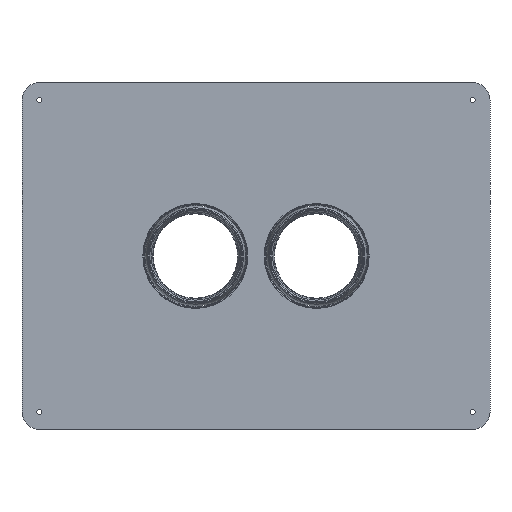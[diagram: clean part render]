
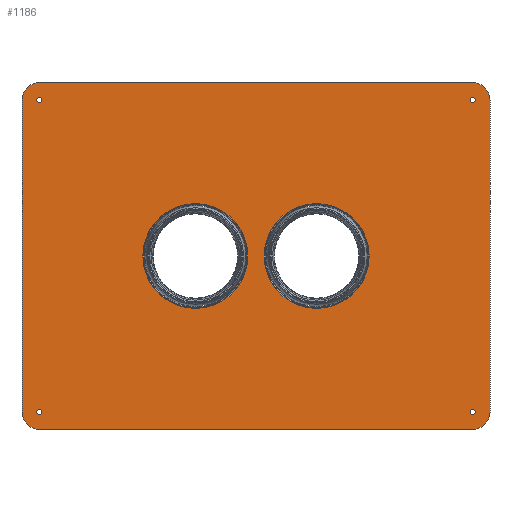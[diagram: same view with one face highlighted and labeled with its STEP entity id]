
A CAD part, front view. The second image highlights one B-rep face of the part: STEP entity #1186.
In plain terms, the highlighted planar face has unit normal (0, -1, 0).
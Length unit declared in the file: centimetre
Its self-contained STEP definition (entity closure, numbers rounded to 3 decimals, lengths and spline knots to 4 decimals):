
#28=FACE_BOUND('',#231,.T.);
#29=FACE_BOUND('',#232,.T.);
#30=FACE_BOUND('',#233,.T.);
#31=FACE_BOUND('',#234,.T.);
#32=FACE_BOUND('',#235,.T.);
#33=FACE_BOUND('',#236,.T.);
#39=PLANE('',#1520);
#152=FACE_OUTER_BOUND('',#230,.T.);
#230=EDGE_LOOP('',(#1073,#1074,#1075,#1076,#1077,#1078,#1079,#1080));
#231=EDGE_LOOP('',(#1081));
#232=EDGE_LOOP('',(#1082));
#233=EDGE_LOOP('',(#1083));
#234=EDGE_LOOP('',(#1084));
#235=EDGE_LOOP('',(#1085));
#236=EDGE_LOOP('',(#1086));
#347=CIRCLE('',#1464,60.5038);
#357=CIRCLE('',#1479,60.5038);
#366=CIRCLE('',#1493,3.);
#368=CIRCLE('',#1496,3.);
#370=CIRCLE('',#1499,3.);
#372=CIRCLE('',#1502,3.);
#373=CIRCLE('',#1504,20.);
#378=CIRCLE('',#1512,20.);
#379=CIRCLE('',#1514,20.);
#380=CIRCLE('',#1517,20.);
#467=VERTEX_POINT('',#2322);
#475=VERTEX_POINT('',#2348);
#482=VERTEX_POINT('',#2373);
#484=VERTEX_POINT('',#2379);
#486=VERTEX_POINT('',#2385);
#488=VERTEX_POINT('',#2391);
#489=VERTEX_POINT('',#2395);
#490=VERTEX_POINT('',#2396);
#499=VERTEX_POINT('',#2418);
#500=VERTEX_POINT('',#2422);
#501=VERTEX_POINT('',#2426);
#502=VERTEX_POINT('',#2427);
#503=VERTEX_POINT('',#2432);
#504=VERTEX_POINT('',#2436);
#639=EDGE_CURVE('',#467,#467,#347,.T.);
#652=EDGE_CURVE('',#475,#475,#357,.T.);
#665=EDGE_CURVE('',#482,#482,#366,.T.);
#668=EDGE_CURVE('',#484,#484,#368,.T.);
#671=EDGE_CURVE('',#486,#486,#370,.T.);
#674=EDGE_CURVE('',#488,#488,#372,.T.);
#675=EDGE_CURVE('',#489,#490,#373,.T.);
#686=EDGE_CURVE('',#499,#490,#1242,.T.);
#688=EDGE_CURVE('',#499,#500,#378,.T.);
#690=EDGE_CURVE('',#501,#502,#379,.T.);
#694=EDGE_CURVE('',#501,#503,#1248,.T.);
#695=EDGE_CURVE('',#504,#503,#380,.T.);
#697=EDGE_CURVE('',#504,#500,#1250,.T.);
#698=EDGE_CURVE('',#489,#502,#1251,.T.);
#1073=ORIENTED_EDGE('',*,*,#675,.F.);
#1074=ORIENTED_EDGE('',*,*,#698,.T.);
#1075=ORIENTED_EDGE('',*,*,#690,.F.);
#1076=ORIENTED_EDGE('',*,*,#694,.T.);
#1077=ORIENTED_EDGE('',*,*,#695,.F.);
#1078=ORIENTED_EDGE('',*,*,#697,.T.);
#1079=ORIENTED_EDGE('',*,*,#688,.F.);
#1080=ORIENTED_EDGE('',*,*,#686,.T.);
#1081=ORIENTED_EDGE('',*,*,#639,.F.);
#1082=ORIENTED_EDGE('',*,*,#652,.F.);
#1083=ORIENTED_EDGE('',*,*,#665,.T.);
#1084=ORIENTED_EDGE('',*,*,#668,.T.);
#1085=ORIENTED_EDGE('',*,*,#671,.T.);
#1086=ORIENTED_EDGE('',*,*,#674,.T.);
#1186=ADVANCED_FACE('',(#152,#28,#29,#30,#31,#32,#33),#39,.T.);
#1242=LINE('',#2419,#1295);
#1248=LINE('',#2434,#1301);
#1250=LINE('',#2440,#1303);
#1251=LINE('',#2442,#1304);
#1295=VECTOR('',#1977,1.);
#1301=VECTOR('',#1993,1.);
#1303=VECTOR('',#2001,1.);
#1304=VECTOR('',#2004,1.);
#1464=AXIS2_PLACEMENT_3D('',#2324,#1867,#1868);
#1479=AXIS2_PLACEMENT_3D('',#2350,#1900,#1901);
#1493=AXIS2_PLACEMENT_3D('',#2375,#1932,#1933);
#1496=AXIS2_PLACEMENT_3D('',#2381,#1939,#1940);
#1499=AXIS2_PLACEMENT_3D('',#2387,#1946,#1947);
#1502=AXIS2_PLACEMENT_3D('',#2393,#1953,#1954);
#1504=AXIS2_PLACEMENT_3D('',#2397,#1957,#1958);
#1512=AXIS2_PLACEMENT_3D('',#2423,#1981,#1982);
#1514=AXIS2_PLACEMENT_3D('',#2428,#1986,#1987);
#1517=AXIS2_PLACEMENT_3D('',#2437,#1996,#1997);
#1520=AXIS2_PLACEMENT_3D('',#2443,#2005,#2006);
#1867=DIRECTION('center_axis',(0.,-1.,0.));
#1868=DIRECTION('ref_axis',(0.,0.,-1.));
#1900=DIRECTION('center_axis',(0.,-1.,0.));
#1901=DIRECTION('ref_axis',(0.,0.,-1.));
#1932=DIRECTION('center_axis',(0.,1.,0.));
#1933=DIRECTION('ref_axis',(-1.,0.,0.));
#1939=DIRECTION('center_axis',(0.,1.,0.));
#1940=DIRECTION('ref_axis',(1.,0.,0.));
#1946=DIRECTION('center_axis',(0.,1.,0.));
#1947=DIRECTION('ref_axis',(1.,0.,0.));
#1953=DIRECTION('center_axis',(0.,1.,0.));
#1954=DIRECTION('ref_axis',(-1.,0.,0.));
#1957=DIRECTION('center_axis',(0.,1.,0.));
#1958=DIRECTION('ref_axis',(0.707,0.,0.707));
#1977=DIRECTION('',(0.,0.,1.));
#1981=DIRECTION('center_axis',(0.,1.,0.));
#1982=DIRECTION('ref_axis',(0.707,0.,-0.707));
#1986=DIRECTION('center_axis',(0.,1.,0.));
#1987=DIRECTION('ref_axis',(-0.707,0.,0.707));
#1993=DIRECTION('',(0.,0.,-1.));
#1996=DIRECTION('center_axis',(0.,1.,0.));
#1997=DIRECTION('ref_axis',(-0.707,0.,-0.707));
#2001=DIRECTION('',(1.,0.,0.));
#2004=DIRECTION('',(-1.,0.,0.));
#2005=DIRECTION('center_axis',(0.,-1.,0.));
#2006=DIRECTION('ref_axis',(0.,0.,-1.));
#2322=CARTESIAN_POINT('',(-70.,0.,260.5038));
#2324=CARTESIAN_POINT('Origin',(-70.,0.,
200.));
#2348=CARTESIAN_POINT('',(70.,0.,260.5038));
#2350=CARTESIAN_POINT('Origin',(70.,0.,200.));
#2373=CARTESIAN_POINT('',(-247.,0.,380.));
#2375=CARTESIAN_POINT('Origin',(-250.,0.,380.));
#2379=CARTESIAN_POINT('',(247.,0.,20.));
#2381=CARTESIAN_POINT('Origin',(250.,0.,20.));
#2385=CARTESIAN_POINT('',(247.,0.,380.));
#2387=CARTESIAN_POINT('Origin',(250.,0.,380.));
#2391=CARTESIAN_POINT('',(-247.,0.,20.));
#2393=CARTESIAN_POINT('Origin',(-250.,0.,20.));
#2395=CARTESIAN_POINT('',(250.,0.,400.));
#2396=CARTESIAN_POINT('',(270.,0.,380.));
#2397=CARTESIAN_POINT('Origin',(250.,0.,380.));
#2418=CARTESIAN_POINT('',(270.,0.,20.));
#2419=CARTESIAN_POINT('',(270.,0.,200.));
#2422=CARTESIAN_POINT('',(250.,0.,0.));
#2423=CARTESIAN_POINT('Origin',(250.,0.,20.));
#2426=CARTESIAN_POINT('',(-270.,0.,380.));
#2427=CARTESIAN_POINT('',(-250.,0.,400.));
#2428=CARTESIAN_POINT('Origin',(-250.,0.,380.));
#2432=CARTESIAN_POINT('',(-270.,0.,20.));
#2434=CARTESIAN_POINT('',(-270.,0.,0.));
#2436=CARTESIAN_POINT('',(-250.,0.,0.));
#2437=CARTESIAN_POINT('Origin',(-250.,0.,20.));
#2440=CARTESIAN_POINT('',(270.,0.,0.));
#2442=CARTESIAN_POINT('',(-270.,0.,400.));
#2443=CARTESIAN_POINT('Origin',(0.,0.,
200.));
